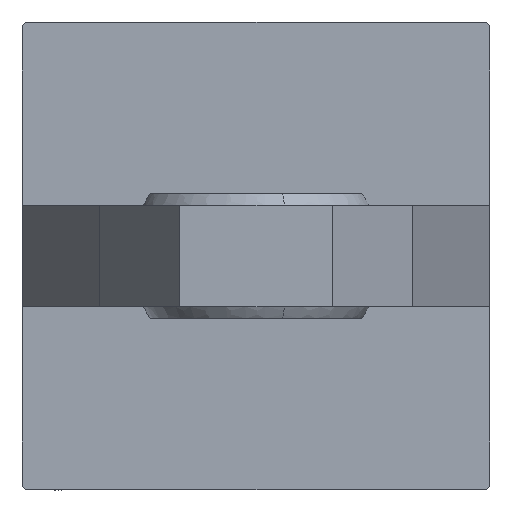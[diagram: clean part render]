
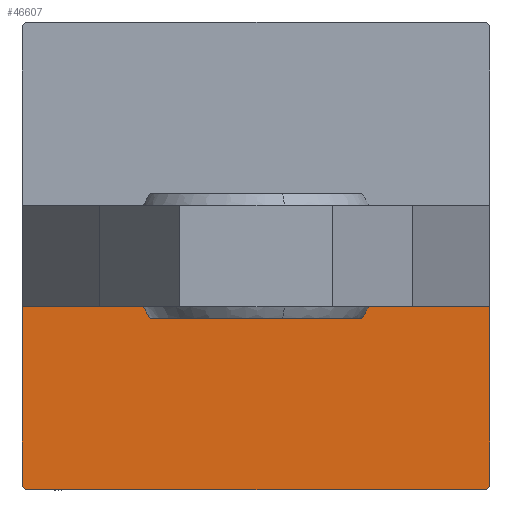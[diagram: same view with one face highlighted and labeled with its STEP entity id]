
A CAD part, left-side view. The second image highlights one B-rep face of the part: STEP entity #46607.
In plain terms, the highlighted planar face has unit normal (-1, 0, 0).
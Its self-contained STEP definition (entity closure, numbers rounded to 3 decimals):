
#1233 = ORIENTED_EDGE ( 'NONE', *, *, #30269, .F. ) ;
#1273 = ORIENTED_EDGE ( 'NONE', *, *, #30309, .T. ) ;
#2157 = PLANE ( 'NONE',  #22174 ) ;
#2582 = ORIENTED_EDGE ( 'NONE', *, *, #3365, .T. ) ;
#2856 = CARTESIAN_POINT ( 'NONE',  ( 0., -30., 29.5 ) ) ;
#2884 = CARTESIAN_POINT ( 'NONE',  ( 0., -6.5, 30. ) ) ;
#3365 = EDGE_CURVE ( 'NONE', #19997, #5323, #21960, .T. ) ;
#3944 = VECTOR ( 'NONE', #17165, 1000. ) ;
#5323 = VERTEX_POINT ( 'NONE', #37622 ) ;
#8747 = ORIENTED_EDGE ( 'NONE', *, *, #19768, .T. ) ;
#8919 = DIRECTION ( 'NONE',  ( 0., -1., 0. ) ) ;
#10530 = EDGE_CURVE ( 'NONE', #5323, #11503, #24322, .T. ) ;
#11503 = VERTEX_POINT ( 'NONE', #12893 ) ;
#12893 = CARTESIAN_POINT ( 'NONE',  ( 0., -29.5, -30. ) ) ;
#13185 = CARTESIAN_POINT ( 'NONE',  ( 0., -30., -29.5 ) ) ;
#13623 = VECTOR ( 'NONE', #8919, 1000. ) ;
#15093 = VECTOR ( 'NONE', #45126, 1000. ) ;
#17165 = DIRECTION ( 'NONE',  ( 0., 0.707, 0.707 ) ) ;
#17476 = EDGE_LOOP ( 'NONE', ( #1233, #2582, #49340, #1273, #48729, #8747 ) ) ;
#18320 = EDGE_CURVE ( 'NONE', #21713, #38976, #46205, .T. ) ;
#19271 = CARTESIAN_POINT ( 'NONE',  ( 0., -30., 30. ) ) ;
#19768 = EDGE_CURVE ( 'NONE', #21713, #36850, #33577, .T. ) ;
#19997 = VERTEX_POINT ( 'NONE', #29963 ) ;
#21476 = DIRECTION ( 'NONE',  ( 0., 0., 1. ) ) ;
#21713 = VERTEX_POINT ( 'NONE', #2856 ) ;
#21960 = LINE ( 'NONE', #2884, #30379 ) ;
#22174 = AXIS2_PLACEMENT_3D ( 'NONE', #41785, #34142, #21476 ) ;
#23081 = DIRECTION ( 'NONE',  ( 0., 0., -1. ) ) ;
#24322 = LINE ( 'NONE', #29373, #15093 ) ;
#25008 = VECTOR ( 'NONE', #26861, 1000. ) ;
#25528 = FACE_OUTER_BOUND ( 'NONE', #17476, .T. ) ;
#26358 = CARTESIAN_POINT ( 'NONE',  ( 0., -29.75, -29.75 ) ) ;
#26861 = DIRECTION ( 'NONE',  ( 0., -0.707, 0.707 ) ) ;
#28232 = LINE ( 'NONE', #43744, #13623 ) ;
#29373 = CARTESIAN_POINT ( 'NONE',  ( 0., 30., -30. ) ) ;
#29963 = CARTESIAN_POINT ( 'NONE',  ( 0., -6.5, 30. ) ) ;
#30269 = EDGE_CURVE ( 'NONE', #19997, #36850, #28232, .T. ) ;
#30309 = EDGE_CURVE ( 'NONE', #11503, #38976, #31175, .T. ) ;
#30379 = VECTOR ( 'NONE', #48891, 1000. ) ;
#31175 = LINE ( 'NONE', #26358, #25008 ) ;
#32276 = CARTESIAN_POINT ( 'NONE',  ( 0., -29.5, 30. ) ) ;
#32398 = CARTESIAN_POINT ( 'NONE',  ( 0., -29.75, 29.75 ) ) ;
#33577 = LINE ( 'NONE', #32398, #3944 ) ;
#34142 = DIRECTION ( 'NONE',  ( -1., 0., 0. ) ) ;
#36850 = VERTEX_POINT ( 'NONE', #32276 ) ;
#37622 = CARTESIAN_POINT ( 'NONE',  ( 0., -6.5, -30. ) ) ;
#38976 = VERTEX_POINT ( 'NONE', #13185 ) ;
#41785 = CARTESIAN_POINT ( 'NONE',  ( 0., 0., 0. ) ) ;
#43744 = CARTESIAN_POINT ( 'NONE',  ( 0., 30., 30. ) ) ;
#45126 = DIRECTION ( 'NONE',  ( 0., -1., 0. ) ) ;
#46205 = LINE ( 'NONE', #19271, #49464 ) ;
#46607 = ADVANCED_FACE ( 'NONE', ( #25528 ), #2157, .T. ) ;
#48729 = ORIENTED_EDGE ( 'NONE', *, *, #18320, .F. ) ;
#48891 = DIRECTION ( 'NONE',  ( 0., 0., -1. ) ) ;
#49340 = ORIENTED_EDGE ( 'NONE', *, *, #10530, .T. ) ;
#49464 = VECTOR ( 'NONE', #23081, 1000. ) ;
